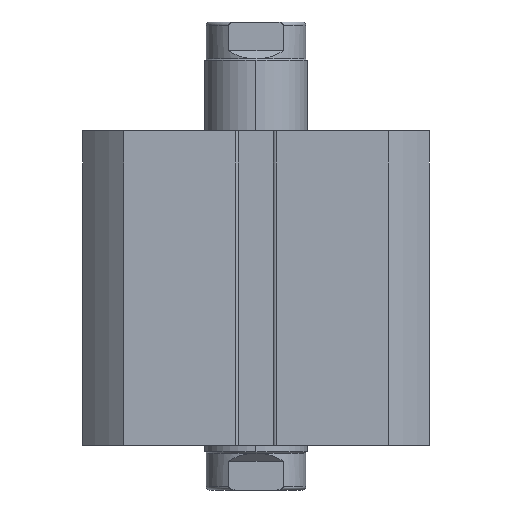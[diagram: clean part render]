
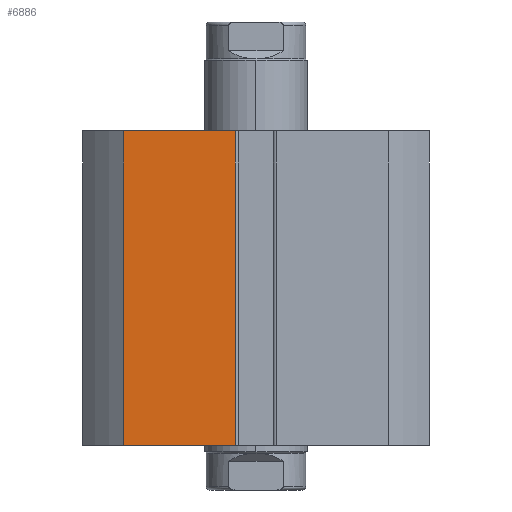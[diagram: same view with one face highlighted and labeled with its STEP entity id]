
A CAD part, front view. The second image highlights one B-rep face of the part: STEP entity #6886.
In plain terms, the highlighted planar face has unit normal (0, -1, 0).
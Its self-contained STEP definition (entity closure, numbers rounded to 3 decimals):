
#82 = DIRECTION ( 'NONE',  ( 1., 0., 0. ) ) ;
#83 = CARTESIAN_POINT ( 'NONE',  ( -27., -27., 49. ) ) ;
#399 = PLANE ( 'NONE',  #2051 ) ;
#487 = DIRECTION ( 'NONE',  ( 0., 1., 0. ) ) ;
#591 = CARTESIAN_POINT ( 'NONE',  ( -27., -27., 49. ) ) ;
#677 = DIRECTION ( 'NONE',  ( 0., 0., 1. ) ) ;
#1327 = VECTOR ( 'NONE', #6017, 1000. ) ;
#1329 = LINE ( 'NONE', #6021, #1327 ) ;
#1366 = LINE ( 'NONE', #6609, #1368 ) ;
#1368 = VECTOR ( 'NONE', #6591, 1000. ) ;
#1372 = LINE ( 'NONE', #6588, #1373 ) ;
#1373 = VECTOR ( 'NONE', #6587, 1000. ) ;
#2051 = AXIS2_PLACEMENT_3D ( 'NONE', #591, #487, #677 ) ;
#2703 = FACE_OUTER_BOUND ( 'NONE', #7555, .T. ) ;
#2741 = LINE ( 'NONE', #83, #2750 ) ;
#2750 = VECTOR ( 'NONE', #82, 1000. ) ;
#4067 = ORIENTED_EDGE ( 'NONE', *, *, #6912, .F. ) ;
#4068 = ORIENTED_EDGE ( 'NONE', *, *, #4867, .T. ) ;
#4069 = ORIENTED_EDGE ( 'NONE', *, *, #4845, .T. ) ;
#4070 = ORIENTED_EDGE ( 'NONE', *, *, #4869, .F. ) ;
#4845 = EDGE_CURVE ( 'NONE', #5497, #5498, #1329, .T. ) ;
#4867 = EDGE_CURVE ( 'NONE', #5498, #5580, #1366, .T. ) ;
#4869 = EDGE_CURVE ( 'NONE', #5497, #5581, #1372, .T. ) ;
#5497 = VERTEX_POINT ( 'NONE', #6092 ) ;
#5498 = VERTEX_POINT ( 'NONE', #6091 ) ;
#5580 = VERTEX_POINT ( 'NONE', #5991 ) ;
#5581 = VERTEX_POINT ( 'NONE', #5990 ) ;
#5990 = CARTESIAN_POINT ( 'NONE',  ( -20.664, -27., 49. ) ) ;
#5991 = CARTESIAN_POINT ( 'NONE',  ( -3.2, -27., 49. ) ) ;
#6017 = DIRECTION ( 'NONE',  ( 1., 0., 0. ) ) ;
#6021 = CARTESIAN_POINT ( 'NONE',  ( -27., -27., 0. ) ) ;
#6091 = CARTESIAN_POINT ( 'NONE',  ( -3.2, -27., 0. ) ) ;
#6092 = CARTESIAN_POINT ( 'NONE',  ( -20.664, -27., 0. ) ) ;
#6587 = DIRECTION ( 'NONE',  ( 0., 0., 1. ) ) ;
#6588 = CARTESIAN_POINT ( 'NONE',  ( -20.664, -27., 0. ) ) ;
#6591 = DIRECTION ( 'NONE',  ( 0., 0., 1. ) ) ;
#6609 = CARTESIAN_POINT ( 'NONE',  ( -3.2, -27., 49. ) ) ;
#6886 = ADVANCED_FACE ( 'NONE', ( #2703 ), #399, .F. ) ;
#6912 = EDGE_CURVE ( 'NONE', #5581, #5580, #2741, .T. ) ;
#7555 = EDGE_LOOP ( 'NONE', ( #4070, #4069, #4068, #4067 ) ) ;
